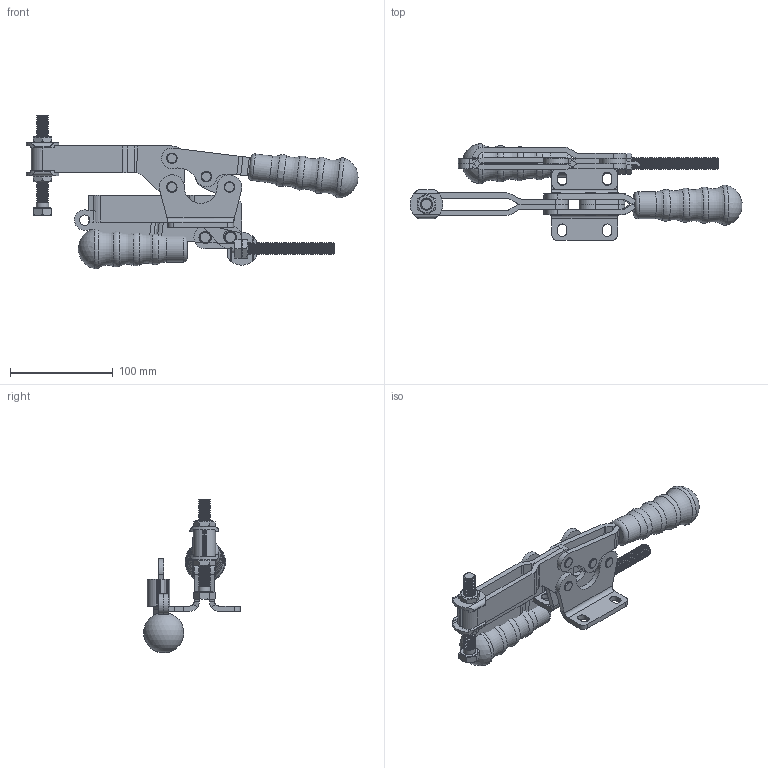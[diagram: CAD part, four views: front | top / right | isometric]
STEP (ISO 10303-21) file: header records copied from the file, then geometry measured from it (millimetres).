
FILE_DESCRIPTION( ( 'Unknown' ), '1' );
FILE_NAME( '150-UZ_UPINKA.stp', 'Unknown', ( 'Unknown' ), ( 'Unknown' ), 'PSStep 14.0', 'Unknown', ' ' );
FILE_SCHEMA( ( 'AUTOMOTIVE_DESIGN { 1 0 10303 214 1 1 1 1 }' ) );
Length unit declared in the file: millimetre
Products named in the file (25): Assem1; 150006-M_TAHLO; 150004-M_UPINACI PAKA; 150004_UPINACI PAKA L; 150005_UPINACI PAKA P; 820006_POUZDRO 12x10-oa2; 820006_POUZDRO 12x10-oa3; 150006_TAHLO; 150006_TAHLO-oa0; 820006_POUZDRO 12x10; 820006_POUZDRO 12x10-oa1; 150001_TELO; 150001_TELO-oa4; 150002_OVLADACI PAKA L; 150003_OVLADACI PAKA P; 940004_RUKOJET 16x8; 721022_NYT 8x22; 721022_NYT 8x22-oa5; 721022_NYT 8x22-oa6; 721022_NYT 8x22-oa7; 800070_SROUB M12x90-CSN ISO 4017; 930006_PODLOZKA M12; 930006_PODLOZKA M12-oa8; 800007_MATICE M12_DIN4398; 800007_MATICE M12_DIN4398-oa9
Bounding box: 322.9 x 94.28 x 149.7 mm (x, y, z)
Volume: 467971.9 mm3; surface area: 223910.8 mm2
Topology: 52 solids, 52 shells, 1164 faces, 2676 edges, 1638 vertices
Faces by surface type: cylinder 386, plane 354, cone 278, torus 124, bspline 20, sphere 2
Full cylindrical faces by diameter (mm): 8 x8, 10 x28, 10.05 x16, 10.106 x12, 12 x108, 12.05 x12, 12.1 x12, 12.5 x4, 16.63 x2, 26.044 x2
Entity records: 18207 total; most frequent: CARTESIAN_POINT 2683, DIRECTION 2416, ORIENTED_EDGE 1802, AXIS2_PLACEMENT_3D 1040, EDGE_CURVE 901, EDGE_LOOP 894, VERTEX_POINT 709, FACE_OUTER_BOUND 694
